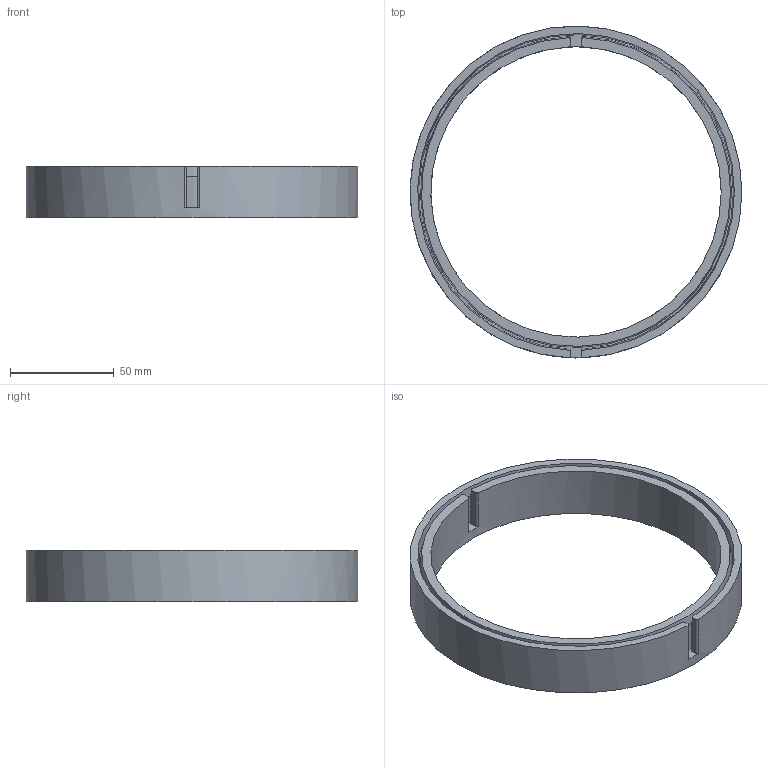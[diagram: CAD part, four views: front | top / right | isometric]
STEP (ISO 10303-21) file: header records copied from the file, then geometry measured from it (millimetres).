
FILE_DESCRIPTION(('FreeCAD Model'),'2;1');
FILE_NAME('Open CASCADE Shape Model','2025-02-05T19:54:06',(''),(''), 'Open CASCADE STEP processor 7.8','FreeCAD','Unknown');
FILE_SCHEMA(('AUTOMOTIVE_DESIGN { 1 0 10303 214 1 1 1 1 }'));
Length unit declared in the file: millimetre
Products named in the file (1): Body
Bounding box: 160 x 160 x 25 mm (x, y, z)
Volume: 107165.7 mm3; surface area: 51381.7 mm2
Topology: 1 solids, 1 shells, 28 faces, 80 edges, 54 vertices
Faces by surface type: cylinder 12, plane 8, cone 4, bspline 4
Full cylindrical faces by diameter (mm): 140 x1, 160 x1
Entity records: 1190 total; most frequent: CARTESIAN_POINT 443, ORIENTED_EDGE 160, DIRECTION 150, EDGE_CURVE 80, AXIS2_PLACEMENT_3D 61, VERTEX_POINT 54, CIRCLE 36, FACE_BOUND 30
